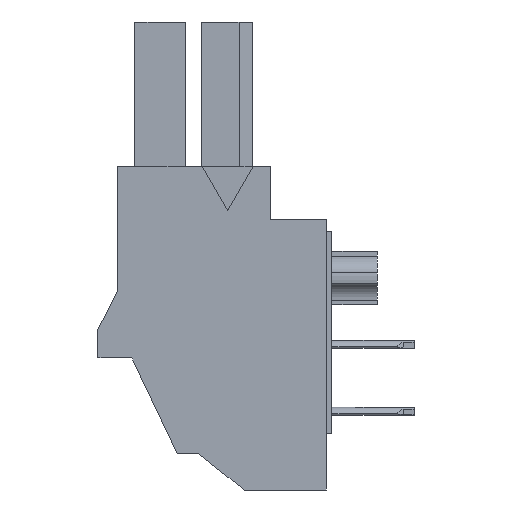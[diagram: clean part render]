
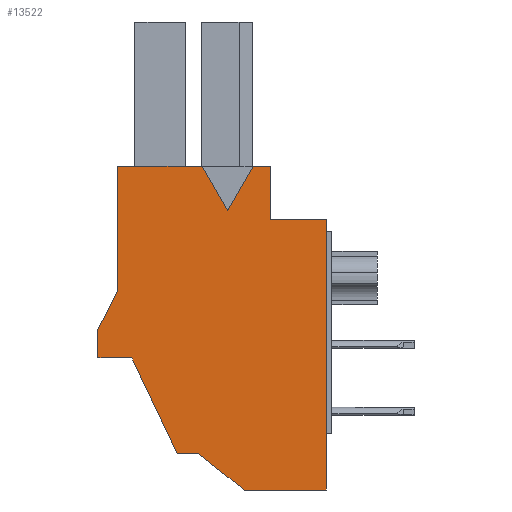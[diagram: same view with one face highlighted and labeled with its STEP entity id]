
A CAD part, left-side view. The second image highlights one B-rep face of the part: STEP entity #13522.
In plain terms, the highlighted planar face has unit normal (-1, 0, 0).
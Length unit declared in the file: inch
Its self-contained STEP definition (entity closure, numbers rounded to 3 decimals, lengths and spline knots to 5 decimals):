
#1=DIRECTION('',(0.,-0.5,-0.866));
#2=VECTOR('',#1,0.09);
#3=CARTESIAN_POINT('',(-0.5455,0.018,0.));
#4=LINE('',#3,#2);
#5=DIRECTION('',(0.,-0.5,0.866));
#6=VECTOR('',#5,0.09);
#7=CARTESIAN_POINT('',(-0.5455,-0.027,-0.07794));
#8=LINE('',#7,#6);
#9=DIRECTION('',(0.,-1.,0.));
#10=VECTOR('',#9,0.031);
#11=CARTESIAN_POINT('',(-0.5455,-0.072,0.));
#12=LINE('',#11,#10);
#13=DIRECTION('',(0.,0.,-1.));
#14=VECTOR('',#13,0.094);
#15=CARTESIAN_POINT('',(-0.5455,-0.103,0.));
#16=LINE('',#15,#14);
#17=DIRECTION('',(0.,-1.,0.));
#18=VECTOR('',#17,0.098);
#19=CARTESIAN_POINT('',(-0.5455,-0.103,-0.094));
#20=LINE('',#19,#18);
#21=DIRECTION('',(0.,0.,-1.));
#22=VECTOR('',#21,0.477);
#23=CARTESIAN_POINT('',(-0.5455,-0.201,-0.094));
#24=LINE('',#23,#22);
#25=DIRECTION('',(0.,1.,0.));
#26=VECTOR('',#25,0.145);
#27=CARTESIAN_POINT('',(-0.5455,-0.201,-0.571));
#28=LINE('',#27,#26);
#29=DIRECTION('',(0.,0.781,0.625));
#30=VECTOR('',#29,0.10245);
#31=CARTESIAN_POINT('',(-0.5455,-0.056,-0.571));
#32=LINE('',#31,#30);
#33=DIRECTION('',(0.,1.,0.));
#34=VECTOR('',#33,0.038);
#35=CARTESIAN_POINT('',(-0.5455,0.024,-0.507));
#36=LINE('',#35,#34);
#37=DIRECTION('',(0.,0.428,0.904));
#38=VECTOR('',#37,0.18698);
#39=CARTESIAN_POINT('',(-0.5455,0.062,-0.507));
#40=LINE('',#39,#38);
#41=DIRECTION('',(0.,1.,0.));
#42=VECTOR('',#41,0.06);
#43=CARTESIAN_POINT('',(-0.5455,0.142,-0.338));
#44=LINE('',#43,#42);
#45=DIRECTION('',(0.,0.,1.));
#46=VECTOR('',#45,0.05);
#47=CARTESIAN_POINT('',(-0.5455,0.202,-0.338));
#48=LINE('',#47,#46);
#49=DIRECTION('',(0.,-0.452,0.892));
#50=VECTOR('',#49,0.07737);
#51=CARTESIAN_POINT('',(-0.5455,0.202,-0.288));
#52=LINE('',#51,#50);
#53=DIRECTION('',(0.,0.,1.));
#54=VECTOR('',#53,0.219);
#55=CARTESIAN_POINT('',(-0.5455,0.167,-0.219));
#56=LINE('',#55,#54);
#57=DIRECTION('',(0.,-1.,0.));
#58=VECTOR('',#57,0.149);
#59=CARTESIAN_POINT('',(-0.5455,0.167,0.));
#60=LINE('',#59,#58);
#10299=CARTESIAN_POINT('',(-0.5455,-0.103,0.));
#10300=CARTESIAN_POINT('',(-0.5455,-0.103,-0.094));
#10301=VERTEX_POINT('',#10299);
#10302=VERTEX_POINT('',#10300);
#10303=CARTESIAN_POINT('',(-0.5455,-0.201,-0.094));
#10304=VERTEX_POINT('',#10303);
#10305=CARTESIAN_POINT('',(-0.5455,-0.201,-0.571));
#10306=VERTEX_POINT('',#10305);
#10307=CARTESIAN_POINT('',(-0.5455,-0.056,-0.571));
#10308=VERTEX_POINT('',#10307);
#10309=CARTESIAN_POINT('',(-0.5455,0.024,-0.507));
#10310=VERTEX_POINT('',#10309);
#10311=CARTESIAN_POINT('',(-0.5455,0.062,-0.507));
#10312=VERTEX_POINT('',#10311);
#10313=CARTESIAN_POINT('',(-0.5455,0.142,-0.338));
#10314=VERTEX_POINT('',#10313);
#10315=CARTESIAN_POINT('',(-0.5455,0.202,-0.338));
#10316=VERTEX_POINT('',#10315);
#10317=CARTESIAN_POINT('',(-0.5455,0.202,-0.288));
#10318=VERTEX_POINT('',#10317);
#10319=CARTESIAN_POINT('',(-0.5455,0.167,-0.219));
#10320=VERTEX_POINT('',#10319);
#10321=CARTESIAN_POINT('',(-0.5455,0.167,0.));
#10322=VERTEX_POINT('',#10321);
#10475=CARTESIAN_POINT('',(-0.5455,0.018,0.));
#10476=CARTESIAN_POINT('',(-0.5455,-0.027,-0.07794));
#10477=VERTEX_POINT('',#10475);
#10478=VERTEX_POINT('',#10476);
#10479=CARTESIAN_POINT('',(-0.5455,-0.072,0.));
#10480=VERTEX_POINT('',#10479);
#13485=CARTESIAN_POINT('',(-0.5455,0.,0.));
#13486=DIRECTION('',(1.,0.,0.));
#13487=DIRECTION('',(0.,0.,-1.));
#13488=AXIS2_PLACEMENT_3D('',#13485,#13486,#13487);
#13489=PLANE('',#13488);
#13491=ORIENTED_EDGE('',*,*,#13490,.T.);
#13493=ORIENTED_EDGE('',*,*,#13492,.T.);
#13495=ORIENTED_EDGE('',*,*,#13494,.T.);
#13497=ORIENTED_EDGE('',*,*,#13496,.T.);
#13499=ORIENTED_EDGE('',*,*,#13498,.T.);
#13501=ORIENTED_EDGE('',*,*,#13500,.T.);
#13503=ORIENTED_EDGE('',*,*,#13502,.T.);
#13505=ORIENTED_EDGE('',*,*,#13504,.T.);
#13507=ORIENTED_EDGE('',*,*,#13506,.T.);
#13509=ORIENTED_EDGE('',*,*,#13508,.T.);
#13511=ORIENTED_EDGE('',*,*,#13510,.T.);
#13513=ORIENTED_EDGE('',*,*,#13512,.T.);
#13515=ORIENTED_EDGE('',*,*,#13514,.T.);
#13517=ORIENTED_EDGE('',*,*,#13516,.T.);
#13519=ORIENTED_EDGE('',*,*,#13518,.T.);
#13520=EDGE_LOOP('',(#13491,#13493,#13495,#13497,#13499,#13501,#13503,#13505,
#13507,#13509,#13511,#13513,#13515,#13517,#13519));
#13521=FACE_OUTER_BOUND('',#13520,.F.);
#13522=ADVANCED_FACE('',(#13521),#13489,.F.);
#13490=EDGE_CURVE('',#10477,#10478,#4,.T.);
#13492=EDGE_CURVE('',#10478,#10480,#8,.T.);
#13494=EDGE_CURVE('',#10480,#10301,#12,.T.);
#13496=EDGE_CURVE('',#10301,#10302,#16,.T.);
#13498=EDGE_CURVE('',#10302,#10304,#20,.T.);
#13500=EDGE_CURVE('',#10304,#10306,#24,.T.);
#13502=EDGE_CURVE('',#10306,#10308,#28,.T.);
#13504=EDGE_CURVE('',#10308,#10310,#32,.T.);
#13506=EDGE_CURVE('',#10310,#10312,#36,.T.);
#13508=EDGE_CURVE('',#10312,#10314,#40,.T.);
#13510=EDGE_CURVE('',#10314,#10316,#44,.T.);
#13512=EDGE_CURVE('',#10316,#10318,#48,.T.);
#13514=EDGE_CURVE('',#10318,#10320,#52,.T.);
#13516=EDGE_CURVE('',#10320,#10322,#56,.T.);
#13518=EDGE_CURVE('',#10322,#10477,#60,.T.);
